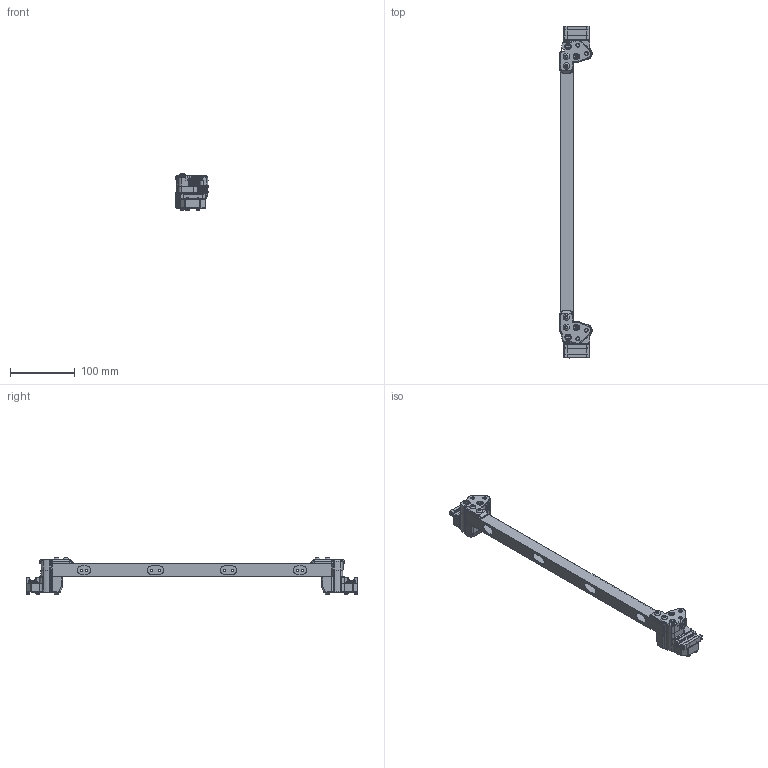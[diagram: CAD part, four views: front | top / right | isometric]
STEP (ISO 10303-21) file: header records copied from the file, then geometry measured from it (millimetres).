
FILE_DESCRIPTION(/* description */ (''),/* implementation_level */ '2;1');
FILE_NAME(/* name */ 'Carbon fiber mod v14.step',/* time_stamp */ '2022-04-11T14:23:31+02:00',/* author */ (''),/* organization */ (''),/* preprocessor_version */ 'ST-DEVELOPER v18.1',/* originating_system */ 'Autodesk Translation Framework v10.14.0.1471',/* authorisation */ '');
FILE_SCHEMA (('AUTOMOTIVE_DESIGN { 1 0 10303 214 3 1 1 }'));
Products named in the file (50): Carbon fiber mod; xy_joint_right_pinned; GT2 20T Idler Gates v2; GT2 20T Idler v3 (2); M5x30 BHCS (1); M5x40 SHCS (2); M5 Hex Nut; Idler Assembly (1); M5 1mm Spacer (1); F695 ZZ (1); MGN9H (1) (1); MGN9H - Carriage (9); MGN9H - Carriage (1) (1); MGN9H - Carriage (2) (1); MGN9H - Carriage (3) (1); MGN9H - Carriage (4) (1); MGN9H - Carriage (5) (1); MGN9H - Carriage (6) (1); MGN9H - Carriage (7) (1); MGN9H - Carriage (8) (1); 5x40 Pin; 5x40 Pin (1); M3x20 SHCS (2); M5x10 BHCS; xy_joint_left_pinned; MGN9H (1) (1)_1; MGN9H - Carriage (9)_1; MGN9H - Carriage (1) (1)_1; MGN9H - Carriage (2) (1)_1; MGN9H - Carriage (3) (1)_1; MGN9H - Carriage (4) (1)_1; MGN9H - Carriage (5) (1)_1; MGN9H - Carriage (6) (1)_1; MGN9H - Carriage (7) (1)_1; MGN9H - Carriage (8) (1)_1; GT2 20T Idler Gates v2_1; M5x30 BHCS (1)_1; Idler Assembly (1)_1; M5 1mm Spacer (1)_1; F695 ZZ (1)_1 ...
Assembly tree (65 placements, depth 4):
  Carbon fiber mod
    xy_joint_right_pinned
      GT2 20T Idler Gates v2
      GT2 20T Idler v3 (2)
      M5 Hex Nut  x2
      M5x30 BHCS (1)
      M3x20 SHCS (2)  x4
      M5x40 SHCS (2)  x2
      Idler Assembly (1)
        M5 1mm Spacer (1)  x2
        F695 ZZ (1)  x2
      MGN9H (1) (1)
        MGN9H - Carriage (9)
        MGN9H - Carriage (1) (1)
        MGN9H - Carriage (2) (1)
        MGN9H - Carriage (3) (1)
        MGN9H - Carriage (4) (1)
        MGN9H - Carriage (5) (1)
        MGN9H - Carriage (6) (1)
        MGN9H - Carriage (7) (1)
        MGN9H - Carriage (8) (1)
      5x40 Pin
      5x40 Pin (1)
      M5x10 BHCS  x2
    xy_joint_left_pinned
      MGN9H (1) (1)_1
        MGN9H - Carriage (9)_1
        MGN9H - Carriage (1) (1)_1
        MGN9H - Carriage (2) (1)_1
        MGN9H - Carriage (3) (1)_1
        MGN9H - Carriage (4) (1)_1
        MGN9H - Carriage (5) (1)_1
        MGN9H - Carriage (6) (1)_1
        MGN9H - Carriage (7) (1)_1
        MGN9H - Carriage (8) (1)_1
      GT2 20T Idler Gates v2_1
      M3x20 SHCS (2)_1  x4
      M5x40 SHCS (2)_1  x2
      M5x30 BHCS (1)_1
      Idler Assembly (1)_1
        M5 1mm Spacer (1)_1  x2
        F695 ZZ (1)_1  x2
      GT2 20T Idler v3 (2)_1
      M5 Hex Nut_1  x2
      5x40 Pin_1
      5x40 Pin (1)_1
      M5x10 BHCS_1  x2
    Inserts
    Rail
      Carbon tube 350mm^2
Bounding box: 49.62 x 511 x 55.95 mm (x, y, z)
Volume: 185426.7 mm3; surface area: 136571.5 mm2
Topology: 71 solids, 71 shells, 2392 faces, 5840 edges, 3664 vertices
Faces by surface type: plane 1242, cylinder 743, cone 250, torus 76, bspline 57, sphere 24
Full cylindrical faces by diameter (mm): 1.288 x10, 2.603 x8, 3 x20, 3.4 x8, 3.5 x8, 4.2 x4, 5 x26, 5.2 x8, 5.4 x12, 5.5 x18, 5.8 x8, 6.5 x8, 7 x3, 8 x4, 8.2 x8, 8.5 x4, 9 x20, 9.5 x6, 10 x5, 10.4 x1, 11.5 x8, 13 x4, 15 x8, 18 x4
Entity records: 65847 total; most frequent: CARTESIAN_POINT 13133, DIRECTION 11199, ORIENTED_EDGE 10342, EDGE_CURVE 5171, AXIS2_PLACEMENT_3D 4111, VERTEX_POINT 3274, LINE 2977, VECTOR 2977
